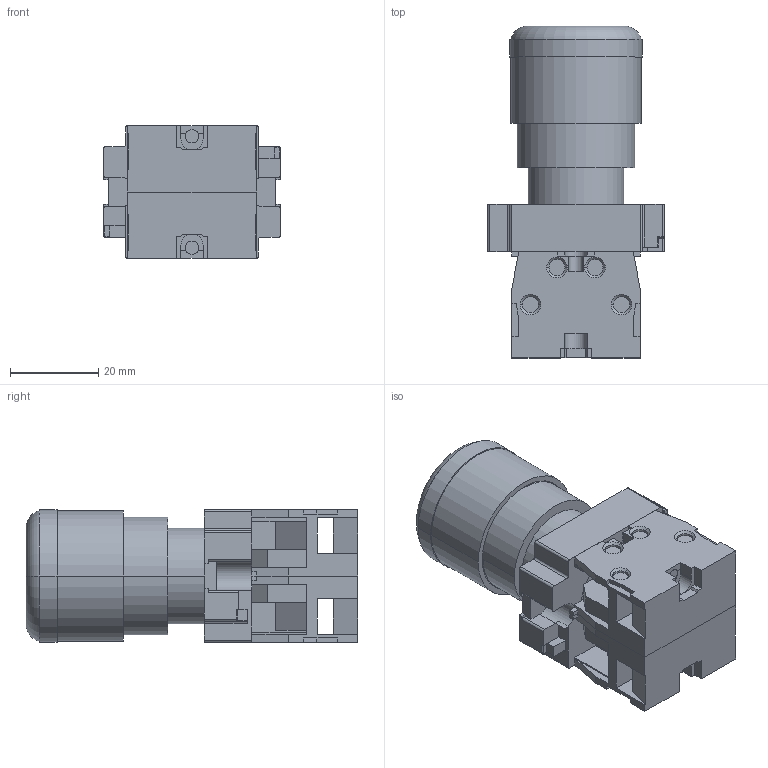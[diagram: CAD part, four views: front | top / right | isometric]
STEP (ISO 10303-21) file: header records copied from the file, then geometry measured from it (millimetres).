
FILE_DESCRIPTION((''),'2;1');
FILE_NAME('2222_ASM','2024-08-09T',('sipei.wu'),(''),'PRO/ENGINEER BY PARAMETRIC TECHNOLOGY CORPORATION, 2015440','PRO/ENGINEER BY PARAMETRIC TECHNOLOGY CORPORATION, 2015440','');
FILE_SCHEMA(('CONFIG_CONTROL_DESIGN'));
Length unit declared in the file: millimetre
Products named in the file (4): JIZUO_1; DIZUO_1; ANNIU_2; 2222_ASM
Assembly tree (4 placements, depth 2):
  2222_ASM
    JIZUO_1
    DIZUO_1  x2
    ANNIU_2
Bounding box: 40 x 75 x 30 mm (x, y, z)
Volume: 47465.9 mm3; surface area: 18553.3 mm2
Topology: 4 solids, 4 shells, 301 faces, 864 edges, 576 vertices
Faces by surface type: plane 217, cylinder 64, cone 16, torus 4
Entity records: 6513 total; most frequent: CARTESIAN_POINT 1145, ORIENTED_EDGE 1112, DIRECTION 1101, EDGE_CURVE 556, VECTOR 417, LINE 417, VERTEX_POINT 370, AXIS2_PLACEMENT_3D 342
